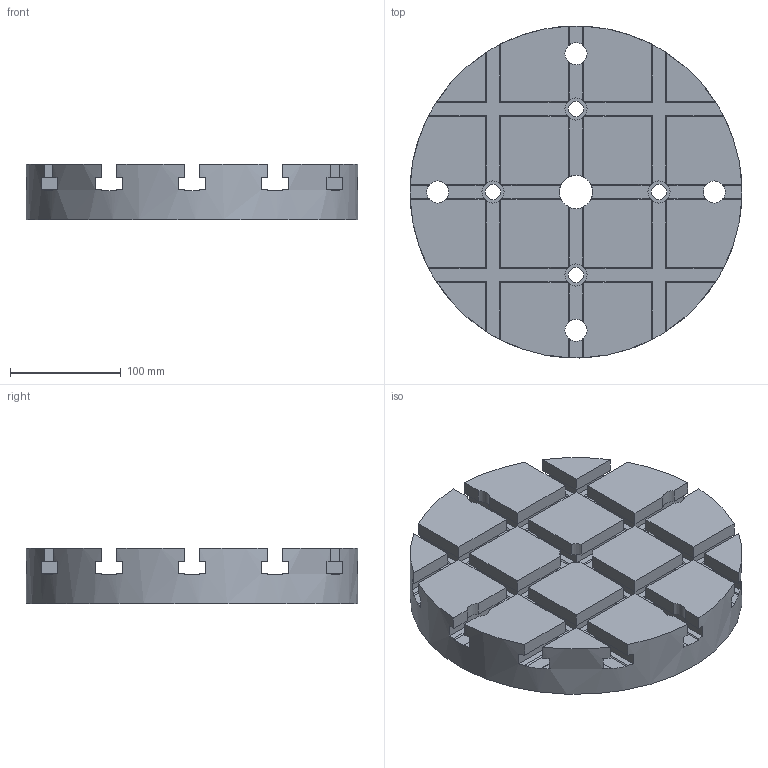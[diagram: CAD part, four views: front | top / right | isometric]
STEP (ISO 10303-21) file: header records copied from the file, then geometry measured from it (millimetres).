
FILE_DESCRIPTION( ( 'Unknown' ), '1' );
FILE_NAME( 'BP18-50-0300-14.stp', 'Unknown', ( 'S.C.H' ), ( 'Unknown' ), 'XStep 1.0', 'Unknown', ' ' );
FILE_SCHEMA( ( 'CONFIG_CONTROL_DESIGN' ) );
Length unit declared in the file: millimetre
Products named in the file (1): 1
Bounding box: 299.99 x 299.97 x 50 mm (x, y, z)
Volume: 2793157.3 mm3; surface area: 279767.8 mm2
Topology: 1 solids, 1 shells, 271 faces, 798 edges, 532 vertices
Faces by surface type: plane 229, cylinder 42
Full cylindrical faces by diameter (mm): 14 x4, 20 x8, 30 x1, 300 x1
Entity records: 9034 total; most frequent: DIRECTION 1600, CARTESIAN_POINT 1568, ORIENTED_EDGE 1548, EDGE_CURVE 774, AXIS2_PLACEMENT_3D 554, VERTEX_POINT 522, LINE 492, VECTOR 492
